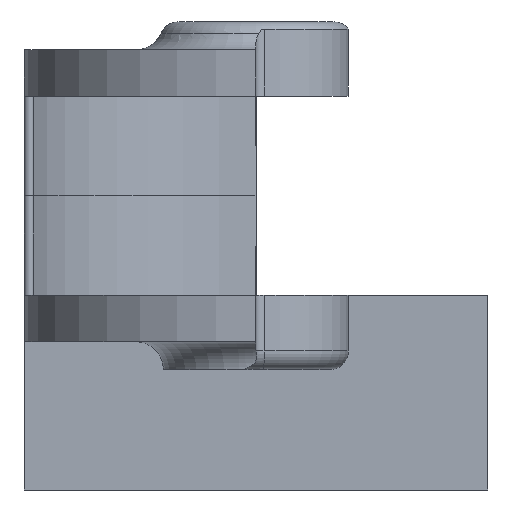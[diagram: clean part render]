
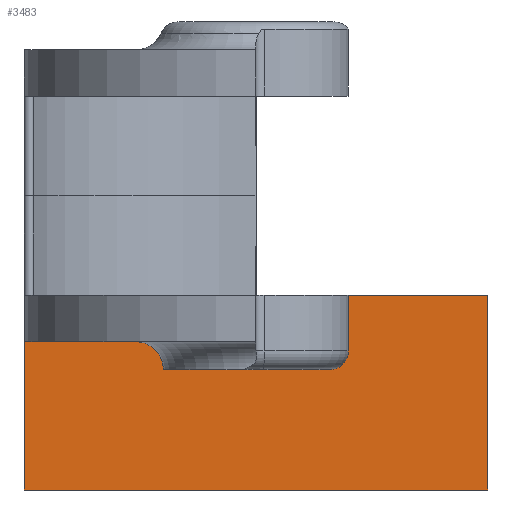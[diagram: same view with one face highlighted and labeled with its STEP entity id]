
A CAD part, front view. The second image highlights one B-rep face of the part: STEP entity #3483.
In plain terms, the highlighted planar face has unit normal (0, -1, 0).
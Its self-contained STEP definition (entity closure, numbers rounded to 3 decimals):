
#213=PLANE('',#3886);
#402=FACE_OUTER_BOUND('',#665,.T.);
#665=EDGE_LOOP('',(#3107,#3108,#3109,#3110,#3111,#3112));
#868=LINE('',#5763,#1146);
#877=LINE('',#5790,#1155);
#935=LINE('',#5983,#1213);
#941=LINE('',#6011,#1219);
#946=LINE('',#6022,#1224);
#947=LINE('',#6026,#1225);
#1146=VECTOR('',#4615,10.);
#1155=VECTOR('',#4636,10.);
#1213=VECTOR('',#4840,10.);
#1219=VECTOR('',#4872,10.);
#1224=VECTOR('',#4883,10.);
#1225=VECTOR('',#4888,10.);
#1643=VERTEX_POINT('',#5760);
#1644=VERTEX_POINT('',#5762);
#1656=VERTEX_POINT('',#5788);
#1718=VERTEX_POINT('',#5981);
#1727=VERTEX_POINT('',#6010);
#1730=VERTEX_POINT('',#6020);
#2071=EDGE_CURVE('',#1643,#1644,#868,.T.);
#2085=EDGE_CURVE('',#1656,#1643,#877,.T.);
#2178=EDGE_CURVE('',#1718,#1656,#935,.T.);
#2192=EDGE_CURVE('',#1644,#1727,#941,.T.);
#2198=EDGE_CURVE('',#1730,#1718,#946,.T.);
#2200=EDGE_CURVE('',#1727,#1730,#947,.T.);
#3107=ORIENTED_EDGE('',*,*,#2085,.F.);
#3108=ORIENTED_EDGE('',*,*,#2178,.F.);
#3109=ORIENTED_EDGE('',*,*,#2198,.F.);
#3110=ORIENTED_EDGE('',*,*,#2200,.F.);
#3111=ORIENTED_EDGE('',*,*,#2192,.F.);
#3112=ORIENTED_EDGE('',*,*,#2071,.F.);
#3483=ADVANCED_FACE('',(#402),#213,.T.);
#3886=AXIS2_PLACEMENT_3D('',#6025,#4886,#4887);
#4615=DIRECTION('',(0.,0.,1.));
#4636=DIRECTION('',(1.,0.,0.));
#4840=DIRECTION('',(0.,0.,1.));
#4872=DIRECTION('',(1.,0.,0.));
#4883=DIRECTION('',(-1.,0.,0.));
#4886=DIRECTION('center_axis',(0.,-1.,0.));
#4887=DIRECTION('ref_axis',(-1.,0.,0.));
#4888=DIRECTION('',(0.,0.,-1.));
#5760=CARTESIAN_POINT('',(0.,17.5,-15.75));
#5762=CARTESIAN_POINT('',(0.,17.5,-10.75));
#5763=CARTESIAN_POINT('',(0.,17.5,-7.875));
#5788=CARTESIAN_POINT('',(-25.,17.5,-15.75));
#5790=CARTESIAN_POINT('',(6.25,17.5,-15.75));
#5981=CARTESIAN_POINT('',(-25.,17.5,-31.75));
#5983=CARTESIAN_POINT('',(-25.,17.5,-15.75));
#6010=CARTESIAN_POINT('',(25.,17.5,-10.75));
#6011=CARTESIAN_POINT('',(25.,17.5,-10.75));
#6020=CARTESIAN_POINT('',(25.,17.5,-31.75));
#6022=CARTESIAN_POINT('',(25.,17.5,-31.75));
#6025=CARTESIAN_POINT('Origin',(25.,17.5,-15.75));
#6026=CARTESIAN_POINT('',(25.,17.5,-15.75));
